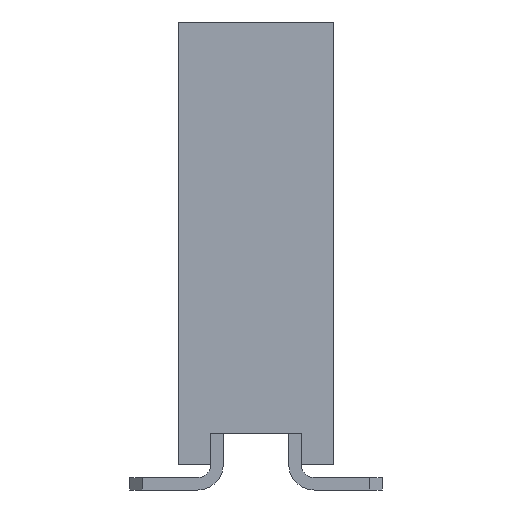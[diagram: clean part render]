
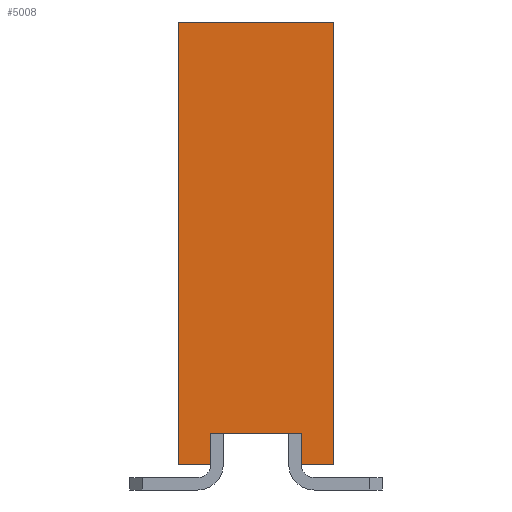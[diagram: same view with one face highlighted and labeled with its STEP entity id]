
A CAD part, left-side view. The second image highlights one B-rep face of the part: STEP entity #5008.
In plain terms, the highlighted planar face has unit normal (-1, 0, 0).
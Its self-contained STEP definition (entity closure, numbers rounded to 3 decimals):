
#438=ORIENTED_EDGE('',*,*,#1882,.F.);
#439=ORIENTED_EDGE('',*,*,#1883,.F.);
#440=ORIENTED_EDGE('',*,*,#1884,.F.);
#441=ORIENTED_EDGE('',*,*,#1651,.T.);
#442=ORIENTED_EDGE('',*,*,#1885,.T.);
#443=ORIENTED_EDGE('',*,*,#1886,.F.);
#444=ORIENTED_EDGE('',*,*,#1887,.F.);
#445=ORIENTED_EDGE('',*,*,#1880,.F.);
#1651=EDGE_CURVE('',#2374,#2373,#2829,.T.);
#1880=EDGE_CURVE('',#2602,#2603,#3058,.T.);
#1882=EDGE_CURVE('',#2604,#2602,#3060,.T.);
#1883=EDGE_CURVE('',#2605,#2604,#3061,.T.);
#1884=EDGE_CURVE('',#2374,#2605,#3062,.T.);
#1885=EDGE_CURVE('',#2373,#2606,#3063,.T.);
#1886=EDGE_CURVE('',#2607,#2606,#3064,.T.);
#1887=EDGE_CURVE('',#2603,#2607,#3065,.T.);
#2373=VERTEX_POINT('',#7000);
#2374=VERTEX_POINT('',#7002);
#2602=VERTEX_POINT('',#7491);
#2603=VERTEX_POINT('',#7493);
#2604=VERTEX_POINT('',#7497);
#2605=VERTEX_POINT('',#7499);
#2606=VERTEX_POINT('',#7502);
#2607=VERTEX_POINT('',#7504);
#2829=LINE('',#7001,#3495);
#3058=LINE('',#7492,#3724);
#3060=LINE('',#7496,#3726);
#3061=LINE('',#7498,#3727);
#3062=LINE('',#7500,#3728);
#3063=LINE('',#7501,#3729);
#3064=LINE('',#7503,#3730);
#3065=LINE('',#7505,#3731);
#3495=VECTOR('',#5639,1000.);
#3724=VECTOR('',#5934,1000.);
#3726=VECTOR('',#5938,1000.);
#3727=VECTOR('',#5939,1000.);
#3728=VECTOR('',#5940,1000.);
#3729=VECTOR('',#5941,1000.);
#3730=VECTOR('',#5942,1000.);
#3731=VECTOR('',#5943,1000.);
#4194=EDGE_LOOP('',(#438,#439,#440,#441,#442,#443,#444,#445));
#4496=FACE_BOUND('',#4194,.T.);
#4766=PLANE('',#5305);
#5008=ADVANCED_FACE('',(#4496),#4766,.F.);
#5305=AXIS2_PLACEMENT_3D('',#7495,#5936,#5937);
#5639=DIRECTION('',(0.,1.,0.));
#5934=DIRECTION('',(0.,1.,0.));
#5936=DIRECTION('',(1.,0.,0.));
#5937=DIRECTION('',(0.,0.,-1.));
#5938=DIRECTION('',(0.,0.,1.));
#5939=DIRECTION('',(0.,1.,0.));
#5940=DIRECTION('',(0.,0.,-1.));
#5941=DIRECTION('',(0.,0.,-1.));
#5942=DIRECTION('',(0.,1.,0.));
#5943=DIRECTION('',(0.,0.,-1.));
#7000=CARTESIAN_POINT('',(-20.57,1.25,3.55));
#7001=CARTESIAN_POINT('',(-20.57,-1.25,3.55));
#7002=CARTESIAN_POINT('',(-20.57,-1.25,3.55));
#7491=CARTESIAN_POINT('',(-20.57,-0.725,-3.05));
#7492=CARTESIAN_POINT('',(-20.57,-1.25,-3.05));
#7493=CARTESIAN_POINT('',(-20.57,0.725,-3.05));
#7495=CARTESIAN_POINT('',(-20.57,-1.25,3.55));
#7496=CARTESIAN_POINT('',(-20.57,-0.725,3.55));
#7497=CARTESIAN_POINT('',(-20.57,-0.725,-3.55));
#7498=CARTESIAN_POINT('',(-20.57,-1.25,-3.55));
#7499=CARTESIAN_POINT('',(-20.57,-1.25,-3.55));
#7500=CARTESIAN_POINT('',(-20.57,-1.25,3.55));
#7501=CARTESIAN_POINT('',(-20.57,1.25,3.55));
#7502=CARTESIAN_POINT('',(-20.57,1.25,-3.55));
#7503=CARTESIAN_POINT('',(-20.57,-1.25,-3.55));
#7504=CARTESIAN_POINT('',(-20.57,0.725,-3.55));
#7505=CARTESIAN_POINT('',(-20.57,0.725,3.55));
